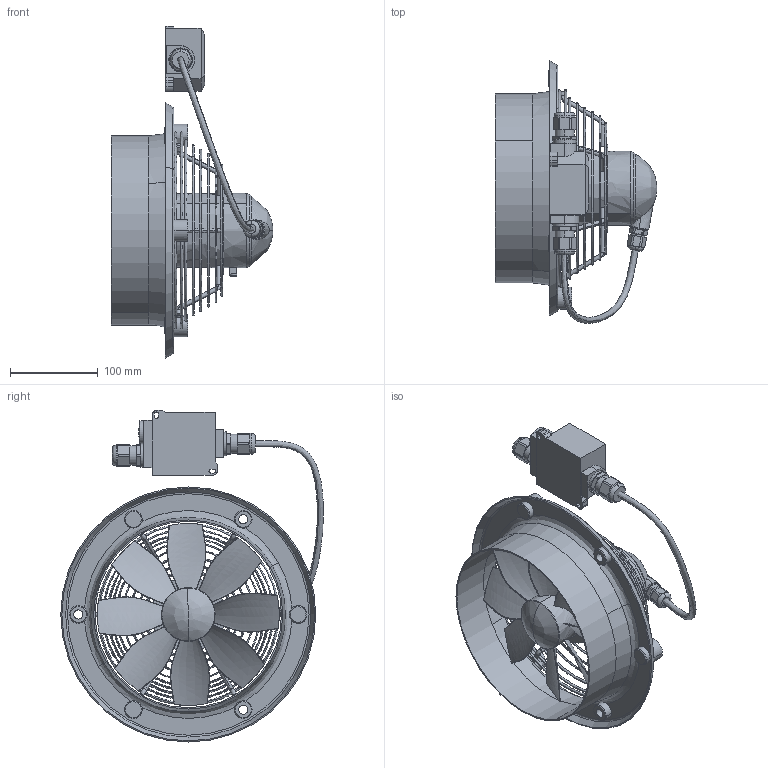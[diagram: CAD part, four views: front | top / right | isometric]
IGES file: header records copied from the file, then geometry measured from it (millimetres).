
Start section: Elysium IGES Interface
Global section: file name: 84H0094.0216_EZS_20_4_E_Ex_t.igs; native system: PTC Creo Elements/Direct Modeling 19.0C  15-Aug-2015; preprocessor: Creo Element/Direct IGES_3D V2.2; author: Unknown; organization: Unknown; date: 20221129.155830; units: millimetre
Bounding box: 184.12 x 298.49 x 377.52 mm (x, y, z)
Volume: 1215791.2 mm3; surface area: 360800.7 mm2
Topology: 6 solids, 29 shells, 611 faces, 1643 edges, 1047 vertices
Faces by surface type: bspline 611
